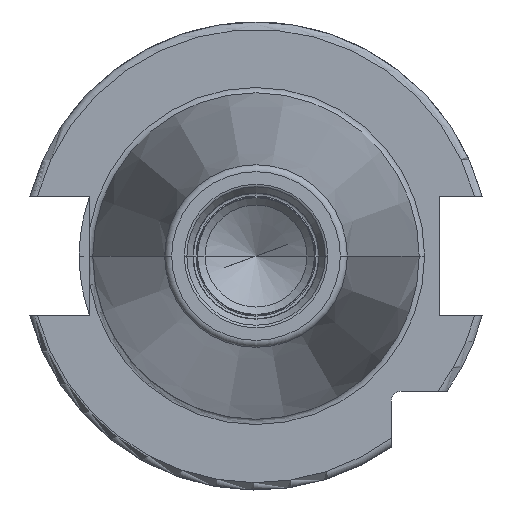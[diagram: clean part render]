
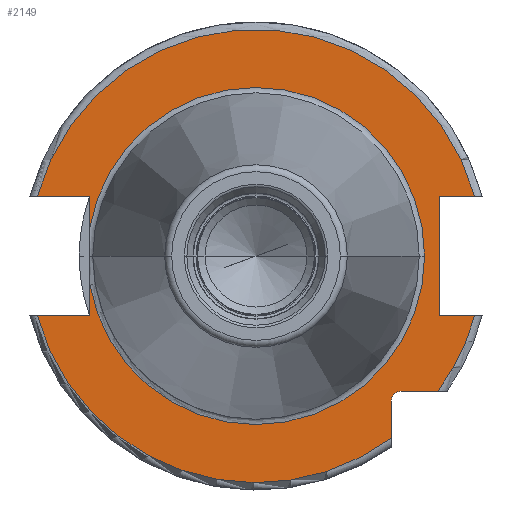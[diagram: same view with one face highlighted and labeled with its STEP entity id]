
A CAD part, left-side view. The second image highlights one B-rep face of the part: STEP entity #2149.
In plain terms, the highlighted planar face has unit normal (-1, 0, 0).
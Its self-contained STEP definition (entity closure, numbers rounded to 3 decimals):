
#117=CARTESIAN_POINT('',(3.2,0.,0.));
#118=DIRECTION('',(-1.,0.,0.));
#119=DIRECTION('',(0.,0.986,-0.168));
#120=AXIS2_PLACEMENT_3D('',#117,#118,#119);
#406=DIRECTION('',(0.,-1.,0.));
#407=VECTOR('',#406,4.99);
#408=CARTESIAN_POINT('',(3.2,-19.7,-18.35));
#409=LINE('',#408,#407);
#410=DIRECTION('',(0.,0.,1.));
#411=VECTOR('',#410,4.99);
#412=CARTESIAN_POINT('',(3.2,-18.35,-24.69));
#413=LINE('',#412,#411);
#414=CARTESIAN_POINT('',(3.2,0.,0.));
#415=DIRECTION('',(-1.,0.,0.));
#416=DIRECTION('',(0.,0.965,-0.263));
#417=AXIS2_PLACEMENT_3D('',#414,#415,#416);
#419=DIRECTION('',(0.,-1.,0.));
#420=VECTOR('',#419,7.127);
#421=CARTESIAN_POINT('',(3.2,29.677,-8.1));
#422=LINE('',#421,#420);
#423=DIRECTION('',(0.,0.,-1.));
#424=VECTOR('',#423,4.258);
#425=CARTESIAN_POINT('',(3.2,22.55,-3.842));
#426=LINE('',#425,#424);
#427=DIRECTION('',(0.,0.,-1.));
#428=VECTOR('',#427,4.258);
#429=CARTESIAN_POINT('',(3.2,22.55,8.1));
#430=LINE('',#429,#428);
#431=DIRECTION('',(0.,-1.,0.));
#432=VECTOR('',#431,7.127);
#433=CARTESIAN_POINT('',(3.2,29.677,8.1));
#434=LINE('',#433,#432);
#435=CARTESIAN_POINT('',(3.2,0.,0.));
#436=DIRECTION('',(1.,0.,0.));
#437=DIRECTION('',(0.,0.965,0.263));
#438=AXIS2_PLACEMENT_3D('',#435,#436,#437);
#440=DIRECTION('',(0.,1.,0.));
#441=VECTOR('',#440,4.827);
#442=CARTESIAN_POINT('',(3.2,-29.677,8.1));
#443=LINE('',#442,#441);
#444=DIRECTION('',(0.,0.,1.));
#445=VECTOR('',#444,16.2);
#446=CARTESIAN_POINT('',(3.2,-24.85,-8.1));
#447=LINE('',#446,#445);
#448=DIRECTION('',(0.,1.,0.));
#449=VECTOR('',#448,4.827);
#450=CARTESIAN_POINT('',(3.2,-29.677,-8.1));
#451=LINE('',#450,#449);
#452=CARTESIAN_POINT('',(3.2,0.,0.));
#453=DIRECTION('',(-1.,0.,0.));
#454=DIRECTION('',(0.,-0.803,-0.597));
#455=AXIS2_PLACEMENT_3D('',#452,#453,#454);
#466=CARTESIAN_POINT('',(3.2,-19.7,-19.7));
#467=DIRECTION('',(1.,0.,0.));
#468=DIRECTION('',(0.,1.,0.));
#469=AXIS2_PLACEMENT_3D('',#466,#467,#468);
#953=CARTESIAN_POINT('',(3.2,0.,0.));
#954=DIRECTION('',(1.,0.,0.));
#955=DIRECTION('',(0.,0.986,0.168));
#956=AXIS2_PLACEMENT_3D('',#953,#954,#955);
#1345=CARTESIAN_POINT('',(3.2,-22.875,0.));
#1347=VERTEX_POINT('',#1345);
#1487=CARTESIAN_POINT('',(3.2,29.677,8.1));
#1488=CARTESIAN_POINT('',(3.2,22.55,8.1));
#1489=VERTEX_POINT('',#1487);
#1490=VERTEX_POINT('',#1488);
#1491=CARTESIAN_POINT('',(3.2,22.55,3.842));
#1492=VERTEX_POINT('',#1491);
#1493=CARTESIAN_POINT('',(3.2,22.55,-3.842));
#1494=CARTESIAN_POINT('',(3.2,22.55,-8.1));
#1495=VERTEX_POINT('',#1493);
#1496=VERTEX_POINT('',#1494);
#1497=CARTESIAN_POINT('',(3.2,29.677,-8.1));
#1498=VERTEX_POINT('',#1497);
#1499=CARTESIAN_POINT('',(3.2,-29.677,-8.1));
#1500=CARTESIAN_POINT('',(3.2,-24.85,-8.1));
#1501=VERTEX_POINT('',#1499);
#1502=VERTEX_POINT('',#1500);
#1503=CARTESIAN_POINT('',(3.2,-24.85,8.1));
#1504=VERTEX_POINT('',#1503);
#1505=CARTESIAN_POINT('',(3.2,-29.677,8.1));
#1506=VERTEX_POINT('',#1505);
#1532=CARTESIAN_POINT('',(3.2,-18.35,-24.69));
#1533=VERTEX_POINT('',#1532);
#1540=CARTESIAN_POINT('',(3.2,-19.7,-18.35));
#1541=CARTESIAN_POINT('',(3.2,-24.69,-18.35));
#1542=VERTEX_POINT('',#1540);
#1543=VERTEX_POINT('',#1541);
#1544=CARTESIAN_POINT('',(3.2,-18.35,-19.7));
#1545=VERTEX_POINT('',#1544);
#2120=CARTESIAN_POINT('',(3.2,0.,0.));
#2121=DIRECTION('',(1.,0.,0.));
#2122=DIRECTION('',(0.,-1.,0.));
#2123=AXIS2_PLACEMENT_3D('',#2120,#2121,#2122);
#2124=PLANE('',#2123);
#2126=ORIENTED_EDGE('',*,*,#2125,.F.);
#2128=ORIENTED_EDGE('',*,*,#2127,.F.);
#2129=ORIENTED_EDGE('',*,*,#1999,.F.);
#2130=ORIENTED_EDGE('',*,*,#2098,.F.);
#2131=ORIENTED_EDGE('',*,*,#1914,.T.);
#2132=ORIENTED_EDGE('',*,*,#1775,.F.);
#2133=ORIENTED_EDGE('',*,*,#1756,.T.);
#2135=ORIENTED_EDGE('',*,*,#2134,.F.);
#2136=ORIENTED_EDGE('',*,*,#1770,.F.);
#2137=ORIENTED_EDGE('',*,*,#1833,.F.);
#2139=ORIENTED_EDGE('',*,*,#2138,.T.);
#2141=ORIENTED_EDGE('',*,*,#2140,.T.);
#2143=ORIENTED_EDGE('',*,*,#2142,.F.);
#2145=ORIENTED_EDGE('',*,*,#2144,.F.);
#2146=ORIENTED_EDGE('',*,*,#2115,.F.);
#2147=EDGE_LOOP('',(#2126,#2128,#2129,#2130,#2131,#2132,#2133,#2135,#2136,#2137,
#2139,#2141,#2143,#2145,#2146));
#2148=FACE_OUTER_BOUND('',#2147,.F.);
#2149=ADVANCED_FACE('',(#2148),#2124,.F.);
#121=CIRCLE('',#120,22.875);
#418=CIRCLE('',#417,30.763);
#439=CIRCLE('',#438,30.763);
#456=CIRCLE('',#455,30.763);
#470=CIRCLE('',#469,1.35);
#957=CIRCLE('',#956,22.875);
#1756=EDGE_CURVE('',#1495,#1347,#121,.T.);
#1770=EDGE_CURVE('',#1490,#1492,#430,.T.);
#1775=EDGE_CURVE('',#1495,#1496,#426,.T.);
#1833=EDGE_CURVE('',#1489,#1490,#434,.T.);
#1914=EDGE_CURVE('',#1498,#1496,#422,.T.);
#1999=EDGE_CURVE('',#1533,#1545,#413,.T.);
#2098=EDGE_CURVE('',#1498,#1533,#418,.T.);
#2115=EDGE_CURVE('',#1543,#1501,#456,.T.);
#2125=EDGE_CURVE('',#1542,#1543,#409,.T.);
#2127=EDGE_CURVE('',#1545,#1542,#470,.T.);
#2134=EDGE_CURVE('',#1492,#1347,#957,.T.);
#2138=EDGE_CURVE('',#1489,#1506,#439,.T.);
#2140=EDGE_CURVE('',#1506,#1504,#443,.T.);
#2142=EDGE_CURVE('',#1502,#1504,#447,.T.);
#2144=EDGE_CURVE('',#1501,#1502,#451,.T.);
